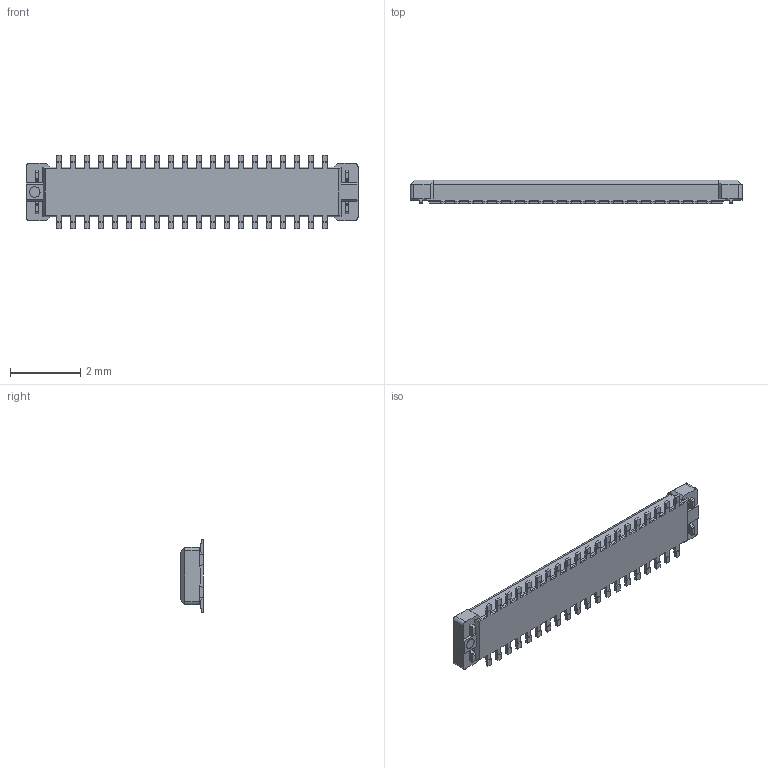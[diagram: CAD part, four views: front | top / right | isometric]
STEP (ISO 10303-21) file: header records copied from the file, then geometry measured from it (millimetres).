
FILE_DESCRIPTION((''),'2;1');
FILE_NAME('5055514020','2018-12-21T',('gga'),(''),'PRO/ENGINEER BY PARAMETRIC TECHNOLOGY CORPORATION, 2016010','PRO/ENGINEER BY PARAMETRIC TECHNOLOGY CORPORATION, 2016010','');
FILE_SCHEMA(('CONFIG_CONTROL_DESIGN'));
Length unit declared in the file: millimetre
Products named in the file (1): 5055514020
Bounding box: 9.47 x 0.68 x 2.1 mm (x, y, z)
Volume: 5.3 mm3; surface area: 55.5 mm2
Topology: 1 solids, 1 shells, 506 faces, 1579 edges, 1082 vertices
Faces by surface type: plane 388, cylinder 110, torus 8
Entity records: 17098 total; most frequent: CARTESIAN_POINT 3054, ORIENTED_EDGE 2804, DIRECTION 2801, EDGE_CURVE 1402, VECTOR 1339, LINE 1339, VERTEX_POINT 904, AXIS2_PLACEMENT_3D 731
